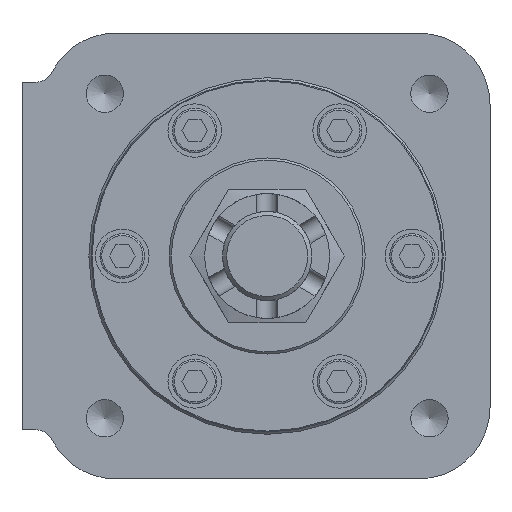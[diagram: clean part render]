
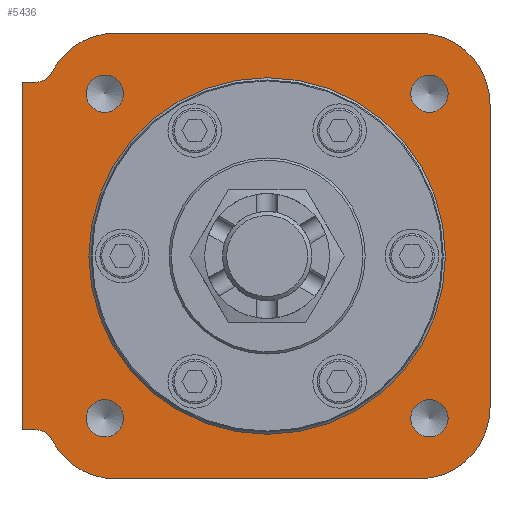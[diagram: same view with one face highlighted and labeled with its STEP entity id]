
A CAD part, left-side view. The second image highlights one B-rep face of the part: STEP entity #5436.
In plain terms, the highlighted planar face has unit normal (-1, 0, 0).
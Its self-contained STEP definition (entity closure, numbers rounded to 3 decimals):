
#501=CIRCLE('',#6045,40.);
#502=CIRCLE('',#6047,4.188);
#503=CIRCLE('',#6048,4.188);
#504=CIRCLE('',#6049,4.188);
#505=CIRCLE('',#6050,4.188);
#506=CIRCLE('',#6051,16.);
#507=CIRCLE('',#6052,4.);
#508=CIRCLE('',#6053,4.);
#509=CIRCLE('',#6054,16.);
#510=CIRCLE('',#6055,16.);
#511=CIRCLE('',#6056,16.);
#1638=ORIENTED_EDGE('',*,*,#2560,.T.);
#1639=ORIENTED_EDGE('',*,*,#2561,.T.);
#1640=ORIENTED_EDGE('',*,*,#2562,.T.);
#1641=ORIENTED_EDGE('',*,*,#2563,.T.);
#1642=ORIENTED_EDGE('',*,*,#2559,.T.);
#1643=ORIENTED_EDGE('',*,*,#2564,.F.);
#1644=ORIENTED_EDGE('',*,*,#2565,.T.);
#1645=ORIENTED_EDGE('',*,*,#2566,.F.);
#1646=ORIENTED_EDGE('',*,*,#2567,.F.);
#1647=ORIENTED_EDGE('',*,*,#2568,.F.);
#1648=ORIENTED_EDGE('',*,*,#2569,.T.);
#1649=ORIENTED_EDGE('',*,*,#2570,.F.);
#1650=ORIENTED_EDGE('',*,*,#2571,.F.);
#1651=ORIENTED_EDGE('',*,*,#2572,.F.);
#1652=ORIENTED_EDGE('',*,*,#2573,.F.);
#1653=ORIENTED_EDGE('',*,*,#2574,.F.);
#1654=ORIENTED_EDGE('',*,*,#2575,.F.);
#2559=EDGE_CURVE('',#3096,#3096,#501,.T.);
#2560=EDGE_CURVE('',#3097,#3097,#502,.T.);
#2561=EDGE_CURVE('',#3098,#3098,#503,.T.);
#2562=EDGE_CURVE('',#3099,#3099,#504,.T.);
#2563=EDGE_CURVE('',#3100,#3100,#505,.T.);
#2564=EDGE_CURVE('',#3101,#3102,#506,.T.);
#2565=EDGE_CURVE('',#3101,#3103,#507,.T.);
#2566=EDGE_CURVE('',#3104,#3103,#3475,.T.);
#2567=EDGE_CURVE('',#3105,#3104,#3476,.T.);
#2568=EDGE_CURVE('',#3106,#3105,#3477,.T.);
#2569=EDGE_CURVE('',#3106,#3107,#508,.T.);
#2570=EDGE_CURVE('',#3108,#3107,#509,.T.);
#2571=EDGE_CURVE('',#3109,#3108,#3478,.T.);
#2572=EDGE_CURVE('',#3110,#3109,#510,.T.);
#2573=EDGE_CURVE('',#3111,#3110,#3479,.T.);
#2574=EDGE_CURVE('',#3112,#3111,#511,.T.);
#2575=EDGE_CURVE('',#3102,#3112,#3480,.T.);
#3096=VERTEX_POINT('',#9437);
#3097=VERTEX_POINT('',#9440);
#3098=VERTEX_POINT('',#9442);
#3099=VERTEX_POINT('',#9444);
#3100=VERTEX_POINT('',#9446);
#3101=VERTEX_POINT('',#9448);
#3102=VERTEX_POINT('',#9449);
#3103=VERTEX_POINT('',#9451);
#3104=VERTEX_POINT('',#9453);
#3105=VERTEX_POINT('',#9455);
#3106=VERTEX_POINT('',#9457);
#3107=VERTEX_POINT('',#9459);
#3108=VERTEX_POINT('',#9461);
#3109=VERTEX_POINT('',#9463);
#3110=VERTEX_POINT('',#9465);
#3111=VERTEX_POINT('',#9467);
#3112=VERTEX_POINT('',#9469);
#3475=LINE('',#9452,#3837);
#3476=LINE('',#9454,#3838);
#3477=LINE('',#9456,#3839);
#3478=LINE('',#9462,#3840);
#3479=LINE('',#9466,#3841);
#3480=LINE('',#9470,#3842);
#3837=VECTOR('',#7380,1000.);
#3838=VECTOR('',#7381,1000.);
#3839=VECTOR('',#7382,1000.);
#3840=VECTOR('',#7387,1000.);
#3841=VECTOR('',#7390,1000.);
#3842=VECTOR('',#7393,1000.);
#4274=EDGE_LOOP('',(#1638));
#4275=EDGE_LOOP('',(#1639));
#4276=EDGE_LOOP('',(#1640));
#4277=EDGE_LOOP('',(#1641));
#4278=EDGE_LOOP('',(#1642));
#4279=EDGE_LOOP('',(#1643,#1644,#1645,#1646,#1647,#1648,#1649,#1650,#1651,
#1652,#1653,#1654));
#4779=FACE_BOUND('',#4274,.T.);
#4780=FACE_BOUND('',#4275,.T.);
#4781=FACE_BOUND('',#4276,.T.);
#4782=FACE_BOUND('',#4277,.T.);
#4783=FACE_BOUND('',#4278,.T.);
#4784=FACE_BOUND('',#4279,.T.);
#5111=PLANE('',#6046);
#5436=ADVANCED_FACE('',(#4779,#4780,#4781,#4782,#4783,#4784),#5111,.F.);
#6045=AXIS2_PLACEMENT_3D('',#9436,#7364,#7365);
#6046=AXIS2_PLACEMENT_3D('',#9438,#7366,#7367);
#6047=AXIS2_PLACEMENT_3D('',#9439,#7368,#7369);
#6048=AXIS2_PLACEMENT_3D('',#9441,#7370,#7371);
#6049=AXIS2_PLACEMENT_3D('',#9443,#7372,#7373);
#6050=AXIS2_PLACEMENT_3D('',#9445,#7374,#7375);
#6051=AXIS2_PLACEMENT_3D('',#9447,#7376,#7377);
#6052=AXIS2_PLACEMENT_3D('',#9450,#7378,#7379);
#6053=AXIS2_PLACEMENT_3D('',#9458,#7383,#7384);
#6054=AXIS2_PLACEMENT_3D('',#9460,#7385,#7386);
#6055=AXIS2_PLACEMENT_3D('',#9464,#7388,#7389);
#6056=AXIS2_PLACEMENT_3D('',#9468,#7391,#7392);
#7364=DIRECTION('',(1.,0.,0.));
#7365=DIRECTION('',(0.,0.,-1.));
#7366=DIRECTION('',(1.,0.,0.));
#7367=DIRECTION('',(0.,0.,-1.));
#7368=DIRECTION('',(1.,0.,0.));
#7369=DIRECTION('',(0.,0.,-1.));
#7370=DIRECTION('',(1.,0.,0.));
#7371=DIRECTION('',(0.,0.,-1.));
#7372=DIRECTION('',(1.,0.,0.));
#7373=DIRECTION('',(0.,0.,-1.));
#7374=DIRECTION('',(1.,0.,0.));
#7375=DIRECTION('',(0.,0.,-1.));
#7376=DIRECTION('',(1.,0.,0.));
#7377=DIRECTION('',(0.,0.,-1.));
#7378=DIRECTION('',(1.,0.,0.));
#7379=DIRECTION('',(0.,0.,-1.));
#7380=DIRECTION('',(0.,-1.,0.));
#7381=DIRECTION('',(0.,0.,1.));
#7382=DIRECTION('',(0.,1.,0.));
#7383=DIRECTION('',(1.,0.,0.));
#7384=DIRECTION('',(0.,0.,-1.));
#7385=DIRECTION('',(1.,0.,0.));
#7386=DIRECTION('',(0.,0.,-1.));
#7387=DIRECTION('',(0.,1.,0.));
#7388=DIRECTION('',(1.,0.,0.));
#7389=DIRECTION('',(0.,0.,-1.));
#7390=DIRECTION('',(0.,0.,-1.));
#7391=DIRECTION('',(1.,0.,0.));
#7392=DIRECTION('',(0.,0.,-1.));
#7393=DIRECTION('',(0.,-1.,0.));
#9436=CARTESIAN_POINT('',(65.4,0.,0.));
#9437=CARTESIAN_POINT('',(65.4,0.,-40.));
#9438=CARTESIAN_POINT('',(65.4,40.,0.));
#9439=CARTESIAN_POINT('',(65.4,-36.416,36.416));
#9440=CARTESIAN_POINT('',(65.4,-36.416,32.228));
#9441=CARTESIAN_POINT('',(65.4,-36.416,-36.416));
#9442=CARTESIAN_POINT('',(65.4,-36.416,-40.604));
#9443=CARTESIAN_POINT('',(65.4,36.416,-36.416));
#9444=CARTESIAN_POINT('',(65.4,36.416,-40.604));
#9445=CARTESIAN_POINT('',(65.4,36.416,36.416));
#9446=CARTESIAN_POINT('',(65.4,36.416,32.228));
#9447=CARTESIAN_POINT('',(65.4,34.,34.));
#9448=CARTESIAN_POINT('',(65.4,48.288,41.2));
#9449=CARTESIAN_POINT('',(65.4,34.,50.));
#9450=CARTESIAN_POINT('',(65.4,51.861,43.));
#9451=CARTESIAN_POINT('',(65.4,51.861,39.));
#9452=CARTESIAN_POINT('',(65.4,55.,39.));
#9453=CARTESIAN_POINT('',(65.4,55.,39.));
#9454=CARTESIAN_POINT('',(65.4,55.,-39.));
#9455=CARTESIAN_POINT('',(65.4,55.,-39.));
#9456=CARTESIAN_POINT('',(65.4,51.861,-39.));
#9457=CARTESIAN_POINT('',(65.4,51.861,-39.));
#9458=CARTESIAN_POINT('',(65.4,51.861,-43.));
#9459=CARTESIAN_POINT('',(65.4,48.288,-41.2));
#9460=CARTESIAN_POINT('',(65.4,34.,-34.));
#9461=CARTESIAN_POINT('',(65.4,34.,-50.));
#9462=CARTESIAN_POINT('',(65.4,-34.,-50.));
#9463=CARTESIAN_POINT('',(65.4,-34.,-50.));
#9464=CARTESIAN_POINT('',(65.4,-34.,-34.));
#9465=CARTESIAN_POINT('',(65.4,-50.,-34.));
#9466=CARTESIAN_POINT('',(65.4,-50.,34.));
#9467=CARTESIAN_POINT('',(65.4,-50.,34.));
#9468=CARTESIAN_POINT('',(65.4,-34.,34.));
#9469=CARTESIAN_POINT('',(65.4,-34.,50.));
#9470=CARTESIAN_POINT('',(65.4,34.,50.));
